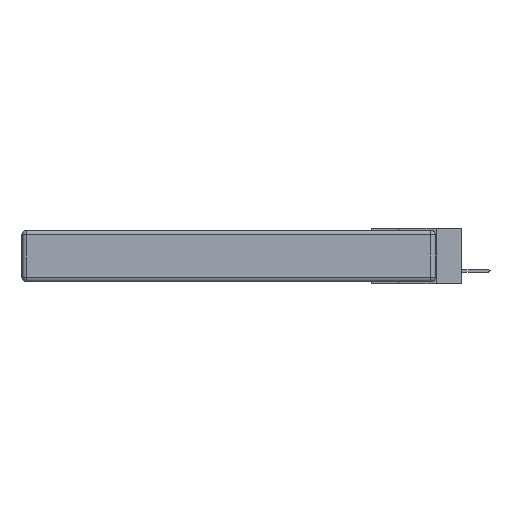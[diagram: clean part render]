
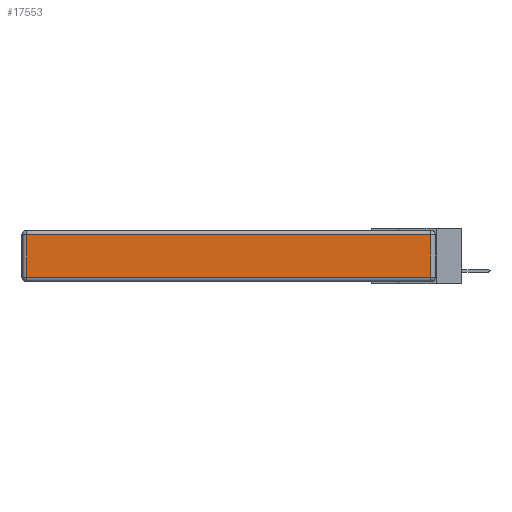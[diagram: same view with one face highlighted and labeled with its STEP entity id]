
A CAD part, left-side view. The second image highlights one B-rep face of the part: STEP entity #17553.
In plain terms, the highlighted planar face has unit normal (-1, 0, 0).
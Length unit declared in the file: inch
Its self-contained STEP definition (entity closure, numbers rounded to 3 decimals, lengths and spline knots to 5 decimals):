
#143 = LINE ( 'NONE', #333, #13751 ) ;
#333 = CARTESIAN_POINT ( 'NONE',  ( 0., 0., -0.313 ) ) ;
#366 = CARTESIAN_POINT ( 'NONE',  ( 0., 2.72, -0.343 ) ) ;
#633 = ORIENTED_EDGE ( 'NONE', *, *, #18918, .T. ) ;
#635 = LINE ( 'NONE', #17728, #3639 ) ;
#1706 = EDGE_CURVE ( 'NONE', #10162, #5827, #17725, .T. ) ;
#3129 = DIRECTION ( 'NONE',  ( 0., 0., 1. ) ) ;
#3639 = VECTOR ( 'NONE', #4325, 39.37008 ) ;
#4213 = DIRECTION ( 'NONE',  ( 0., -1., 0. ) ) ;
#4325 = DIRECTION ( 'NONE',  ( 0., 0., 1. ) ) ;
#5065 = EDGE_CURVE ( 'NONE', #24386, #10162, #635, .T. ) ;
#5162 = LINE ( 'NONE', #366, #23100 ) ;
#5827 = VERTEX_POINT ( 'NONE', #14765 ) ;
#5850 = FACE_OUTER_BOUND ( 'NONE', #8370, .T. ) ;
#8370 = EDGE_LOOP ( 'NONE', ( #633, #15841, #16332, #24317 ) ) ;
#8847 = DIRECTION ( 'NONE',  ( -1., 0., 0. ) ) ;
#8944 = DIRECTION ( 'NONE',  ( 0., 1., 0. ) ) ;
#9098 = EDGE_CURVE ( 'NONE', #5827, #16569, #5162, .T. ) ;
#10162 = VERTEX_POINT ( 'NONE', #14677 ) ;
#11005 = AXIS2_PLACEMENT_3D ( 'NONE', #12623, #8847, #3129 ) ;
#12623 = CARTESIAN_POINT ( 'NONE',  ( 0., 0., -0.343 ) ) ;
#12640 = CARTESIAN_POINT ( 'NONE',  ( 0., 2.75, -0.03 ) ) ;
#13751 = VECTOR ( 'NONE', #4213, 39.37008 ) ;
#14677 = CARTESIAN_POINT ( 'NONE',  ( 0., 0.03, -0.03 ) ) ;
#14765 = CARTESIAN_POINT ( 'NONE',  ( 0., 2.72, -0.03 ) ) ;
#15841 = ORIENTED_EDGE ( 'NONE', *, *, #5065, .T. ) ;
#16332 = ORIENTED_EDGE ( 'NONE', *, *, #1706, .T. ) ;
#16569 = VERTEX_POINT ( 'NONE', #21356 ) ;
#17553 = ADVANCED_FACE ( 'NONE', ( #5850 ), #23947, .T. ) ;
#17725 = LINE ( 'NONE', #12640, #18585 ) ;
#17728 = CARTESIAN_POINT ( 'NONE',  ( 0., 0.03, -0.343 ) ) ;
#18585 = VECTOR ( 'NONE', #8944, 39.37008 ) ;
#18918 = EDGE_CURVE ( 'NONE', #16569, #24386, #143, .T. ) ;
#19323 = DIRECTION ( 'NONE',  ( 0., 0., -1. ) ) ;
#21356 = CARTESIAN_POINT ( 'NONE',  ( 0., 2.72, -0.313 ) ) ;
#23100 = VECTOR ( 'NONE', #19323, 39.37008 ) ;
#23217 = CARTESIAN_POINT ( 'NONE',  ( 0., 0.03, -0.313 ) ) ;
#23947 = PLANE ( 'NONE',  #11005 ) ;
#24317 = ORIENTED_EDGE ( 'NONE', *, *, #9098, .T. ) ;
#24386 = VERTEX_POINT ( 'NONE', #23217 ) ;
